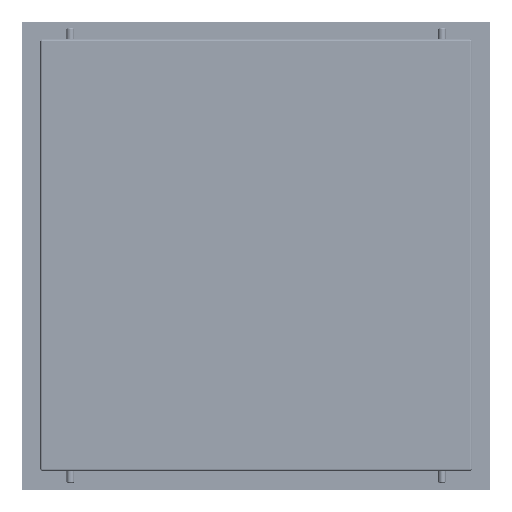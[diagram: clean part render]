
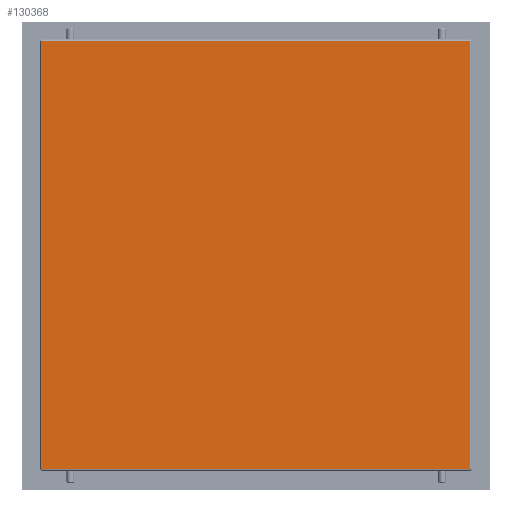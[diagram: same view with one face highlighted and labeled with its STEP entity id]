
A CAD part, front view. The second image highlights one B-rep face of the part: STEP entity #130368.
In plain terms, the highlighted planar face has unit normal (0, -1, 0).
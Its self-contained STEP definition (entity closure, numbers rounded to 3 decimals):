
#20184 = CARTESIAN_POINT ( 'NONE',  ( 0.547, 12.148, 4.065 ) ) ;
#21269 = ORIENTED_EDGE ( 'NONE', *, *, #53335, .T. ) ;
#22231 = VECTOR ( 'NONE', #209451, 1000. ) ;
#24284 = EDGE_CURVE ( 'NONE', #161032, #66178, #158966, .T. ) ;
#38884 = VECTOR ( 'NONE', #89315, 1000. ) ;
#46750 = VECTOR ( 'NONE', #104643, 1000. ) ;
#53058 = LINE ( 'NONE', #20184, #38884 ) ;
#53335 = EDGE_CURVE ( 'NONE', #99574, #161032, #84422, .T. ) ;
#57866 = CARTESIAN_POINT ( 'NONE',  ( 2.947, 12.148, 519.265 ) ) ;
#61326 = CARTESIAN_POINT ( 'NONE',  ( 0.547, 12.148, 521.665 ) ) ;
#66178 = VERTEX_POINT ( 'NONE', #208157 ) ;
#66844 = VECTOR ( 'NONE', #101973, 1000. ) ;
#72725 = CARTESIAN_POINT ( 'NONE',  ( 518.147, 12.148, 521.665 ) ) ;
#84422 = LINE ( 'NONE', #217299, #66844 ) ;
#86708 = CARTESIAN_POINT ( 'NONE',  ( 518.147, 12.148, 4.065 ) ) ;
#88134 = EDGE_CURVE ( 'NONE', #194977, #99574, #156236, .T. ) ;
#89315 = DIRECTION ( 'NONE',  ( 1., 0., 0. ) ) ;
#90896 = CARTESIAN_POINT ( 'NONE',  ( 2.947, 12.148, 521.665 ) ) ;
#93892 = EDGE_LOOP ( 'NONE', ( #136079, #21269, #213819, #194510 ) ) ;
#96446 = DIRECTION ( 'NONE',  ( 0., 0., 1. ) ) ;
#99574 = VERTEX_POINT ( 'NONE', #175154 ) ;
#101973 = DIRECTION ( 'NONE',  ( -1., 0., 0. ) ) ;
#104643 = DIRECTION ( 'NONE',  ( 0., 0., 1. ) ) ;
#130368 = ADVANCED_FACE ( 'NONE', ( #211731 ), #131568, .F. ) ;
#131568 = PLANE ( 'NONE',  #149167 ) ;
#136079 = ORIENTED_EDGE ( 'NONE', *, *, #88134, .T. ) ;
#149167 = AXIS2_PLACEMENT_3D ( 'NONE', #61326, #196338, #96446 ) ;
#156236 = LINE ( 'NONE', #72725, #46750 ) ;
#158966 = LINE ( 'NONE', #90896, #22231 ) ;
#161032 = VERTEX_POINT ( 'NONE', #57866 ) ;
#175154 = CARTESIAN_POINT ( 'NONE',  ( 518.147, 12.148, 519.265 ) ) ;
#188088 = EDGE_CURVE ( 'NONE', #66178, #194977, #53058, .T. ) ;
#194510 = ORIENTED_EDGE ( 'NONE', *, *, #188088, .T. ) ;
#194977 = VERTEX_POINT ( 'NONE', #86708 ) ;
#196338 = DIRECTION ( 'NONE',  ( 0., 1., 0. ) ) ;
#208157 = CARTESIAN_POINT ( 'NONE',  ( 2.947, 12.148, 4.065 ) ) ;
#209451 = DIRECTION ( 'NONE',  ( 0., 0., -1. ) ) ;
#211731 = FACE_OUTER_BOUND ( 'NONE', #93892, .T. ) ;
#213819 = ORIENTED_EDGE ( 'NONE', *, *, #24284, .T. ) ;
#217299 = CARTESIAN_POINT ( 'NONE',  ( 0.547, 12.148, 519.265 ) ) ;
